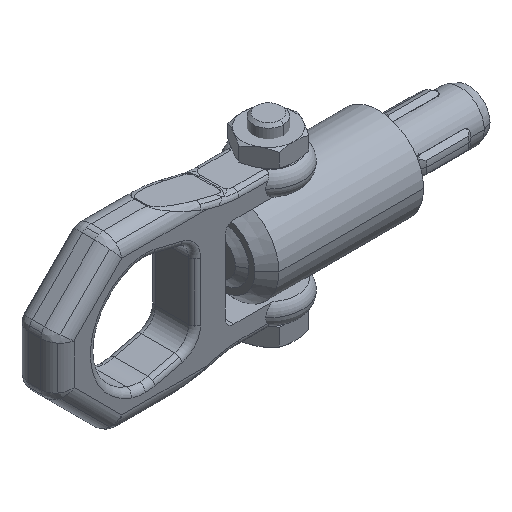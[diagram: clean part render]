
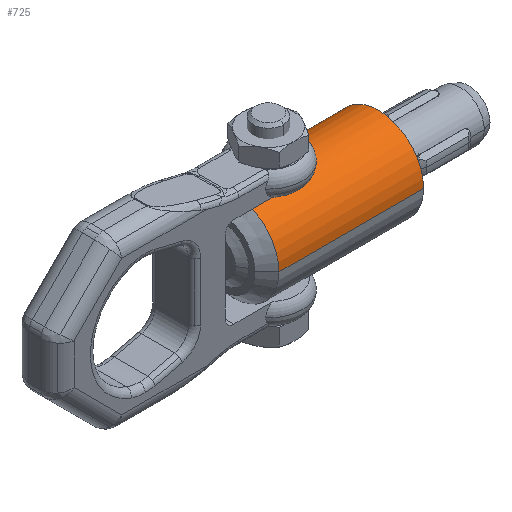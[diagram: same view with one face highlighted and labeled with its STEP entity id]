
A CAD part, isometric view. The second image highlights one B-rep face of the part: STEP entity #725.
In plain terms, the highlighted cylindrical face has radius 15 mm (diameter 30 mm), a partial arc.
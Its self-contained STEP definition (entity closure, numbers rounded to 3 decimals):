
#725=ADVANCED_FACE('',(#1544,#1545),#1546,.T.);
#1544=FACE_BOUND('',#6966,.T.);
#1545=FACE_OUTER_BOUND('',#6967,.T.);
#1546=CYLINDRICAL_SURFACE('',#6968,15.0);
#6966=EDGE_LOOP('',(#8913,#8914,#8915));
#6967=EDGE_LOOP('',(#8916,#8917,#8918,#8919));
#6968=AXIS2_PLACEMENT_3D('',#8920,#8921,#8922);
#8913=ORIENTED_EDGE('',*,*,#10521,.T.);
#8914=ORIENTED_EDGE('',*,*,#10522,.T.);
#8915=ORIENTED_EDGE('',*,*,#10523,.T.);
#8916=ORIENTED_EDGE('',*,*,#10524,.F.);
#8917=ORIENTED_EDGE('',*,*,#10525,.T.);
#8918=ORIENTED_EDGE('',*,*,#10526,.F.);
#8919=ORIENTED_EDGE('',*,*,#10527,.F.);
#8920=CARTESIAN_POINT('',(28.0,0.,0.));
#8921=DIRECTION('',(-1.0,0.,0.));
#8922=DIRECTION('',(0.,1.0,0.));
#10521=EDGE_CURVE('',#11876,#11877,#11878,.T.);
#10522=EDGE_CURVE('',#11877,#11879,#11880,.T.);
#10523=EDGE_CURVE('',#11879,#11876,#11881,.T.);
#10524=EDGE_CURVE('',#11882,#11883,#11884,.T.);
#10525=EDGE_CURVE('',#11882,#11885,#11886,.T.);
#10526=EDGE_CURVE('',#11887,#11885,#11888,.T.);
#10527=EDGE_CURVE('',#11883,#11887,#11889,.T.);
#11876=VERTEX_POINT('',#17195);
#11877=VERTEX_POINT('',#17196);
#11878=B_SPLINE_CURVE_WITH_KNOTS('',3,(#17197,#17198,#17199,#17200,#17201,#17202,#17203,#17204,#17205,#17206,#17207,#17208,#17209,#17210,#17211,#17212,#17213,#17214,#17215,#17216,#17217,#17218,#17219,#17220,#17221,#17222),.UNSPECIFIED.,.F.,.F.,(4,2,2,2,2,2,2,2,2,2,2,2,4),(0.0,0.19,0.38,0.57,0.76,0.95,1.139,1.329,1.519,1.709,1.899,2.089,2.279),.UNSPECIFIED.);
#11879=VERTEX_POINT('',#17223);
#11880=B_SPLINE_CURVE_WITH_KNOTS('',3,(#17224,#17225,#17226,#17227,#17228,#17229,#17230,#17231,#17232,#17233,#17234,#17235,#17236,#17237,#17238,#17239,#17240,#17241,#17242,#17243,#17244,#17245,#17246,#17247,#17248,#17249),.UNSPECIFIED.,.F.,.F.,(4,2,2,2,2,2,2,2,2,2,2,2,4),(0.0,0.19,0.38,0.57,0.76,0.95,1.139,1.329,1.519,1.709,1.899,2.089,2.279),.UNSPECIFIED.);
#11881=B_SPLINE_CURVE_WITH_KNOTS('',3,(#17250,#17251,#17252,#17253,#17254,#17255,#17256,#17257,#17258,#17259),.UNSPECIFIED.,.F.,.F.,(4,2,2,2,4),(2.279,2.469,2.659,2.849,3.039),.UNSPECIFIED.);
#11882=VERTEX_POINT('',#17260);
#11883=VERTEX_POINT('',#17261);
#11884=LINE('',#17262,#17263);
#11885=VERTEX_POINT('',#17264);
#11886=CIRCLE('',#17265,15.0);
#11887=VERTEX_POINT('',#17266);
#11888=LINE('',#17267,#17268);
#11889=CIRCLE('',#17269,15.0);
#17195=CARTESIAN_POINT('',(15.5,-5.0,14.142));
#17196=CARTESIAN_POINT('',(10.5,0.,15.0));
#17197=CARTESIAN_POINT('',(15.5,-5.0,14.142));
#17198=CARTESIAN_POINT('',(14.867,-5.0,14.142));
#17199=CARTESIAN_POINT('',(14.195,-4.872,14.189));
#17200=CARTESIAN_POINT('',(12.965,-4.361,14.355));
#17201=CARTESIAN_POINT('',(12.406,-3.977,14.47));
#17202=CARTESIAN_POINT('',(11.523,-3.094,14.684));
#17203=CARTESIAN_POINT('',(11.139,-2.535,14.797));
#17204=CARTESIAN_POINT('',(10.627,-1.305,14.956));
#17205=CARTESIAN_POINT('',(10.5,-0.633,15.0));
#17206=CARTESIAN_POINT('',(10.5,0.633,15.0));
#17207=CARTESIAN_POINT('',(10.627,1.305,14.956));
#17208=CARTESIAN_POINT('',(11.139,2.535,14.797));
#17209=CARTESIAN_POINT('',(11.523,3.094,14.684));
#17210=CARTESIAN_POINT('',(12.406,3.977,14.47));
#17211=CARTESIAN_POINT('',(12.965,4.361,14.355));
#17212=CARTESIAN_POINT('',(14.195,4.872,14.189));
#17213=CARTESIAN_POINT('',(14.867,5.0,14.142));
#17214=CARTESIAN_POINT('',(16.133,5.0,14.142));
#17215=CARTESIAN_POINT('',(16.805,4.872,14.189));
#17216=CARTESIAN_POINT('',(18.035,4.361,14.355));
#17217=CARTESIAN_POINT('',(18.594,3.977,14.47));
#17218=CARTESIAN_POINT('',(19.477,3.094,14.684));
#17219=CARTESIAN_POINT('',(19.861,2.535,14.797));
#17220=CARTESIAN_POINT('',(20.373,1.305,14.956));
#17221=CARTESIAN_POINT('',(20.5,0.633,15.0));
#17222=CARTESIAN_POINT('',(20.5,0.,15.0));
#17223=CARTESIAN_POINT('',(20.5,0.,15.0));
#17224=CARTESIAN_POINT('',(15.5,-5.0,14.142));
#17225=CARTESIAN_POINT('',(14.867,-5.0,14.142));
#17226=CARTESIAN_POINT('',(14.195,-4.872,14.189));
#17227=CARTESIAN_POINT('',(12.965,-4.361,14.355));
#17228=CARTESIAN_POINT('',(12.406,-3.977,14.47));
#17229=CARTESIAN_POINT('',(11.523,-3.094,14.684));
#17230=CARTESIAN_POINT('',(11.139,-2.535,14.797));
#17231=CARTESIAN_POINT('',(10.627,-1.305,14.956));
#17232=CARTESIAN_POINT('',(10.5,-0.633,15.0));
#17233=CARTESIAN_POINT('',(10.5,0.633,15.0));
#17234=CARTESIAN_POINT('',(10.627,1.305,14.956));
#17235=CARTESIAN_POINT('',(11.139,2.535,14.797));
#17236=CARTESIAN_POINT('',(11.523,3.094,14.684));
#17237=CARTESIAN_POINT('',(12.406,3.977,14.47));
#17238=CARTESIAN_POINT('',(12.965,4.361,14.355));
#17239=CARTESIAN_POINT('',(14.195,4.872,14.189));
#17240=CARTESIAN_POINT('',(14.867,5.0,14.142));
#17241=CARTESIAN_POINT('',(16.133,5.0,14.142));
#17242=CARTESIAN_POINT('',(16.805,4.872,14.189));
#17243=CARTESIAN_POINT('',(18.035,4.361,14.355));
#17244=CARTESIAN_POINT('',(18.594,3.977,14.47));
#17245=CARTESIAN_POINT('',(19.477,3.094,14.684));
#17246=CARTESIAN_POINT('',(19.861,2.535,14.797));
#17247=CARTESIAN_POINT('',(20.373,1.305,14.956));
#17248=CARTESIAN_POINT('',(20.5,0.633,15.0));
#17249=CARTESIAN_POINT('',(20.5,0.,15.0));
#17250=CARTESIAN_POINT('',(20.5,0.,15.0));
#17251=CARTESIAN_POINT('',(20.5,-0.633,15.0));
#17252=CARTESIAN_POINT('',(20.373,-1.305,14.956));
#17253=CARTESIAN_POINT('',(19.861,-2.535,14.797));
#17254=CARTESIAN_POINT('',(19.477,-3.094,14.684));
#17255=CARTESIAN_POINT('',(18.594,-3.977,14.47));
#17256=CARTESIAN_POINT('',(18.035,-4.361,14.355));
#17257=CARTESIAN_POINT('',(16.805,-4.872,14.189));
#17258=CARTESIAN_POINT('',(16.133,-5.0,14.142));
#17259=CARTESIAN_POINT('',(15.5,-5.0,14.142));
#17260=CARTESIAN_POINT('',(4.0,15.0,0.));
#17261=CARTESIAN_POINT('',(52.0,15.0,0.));
#17262=CARTESIAN_POINT('',(28.0,15.0,0.));
#17263=VECTOR('',#19055,1.0);
#17264=CARTESIAN_POINT('',(4.0,-15.0,0.));
#17265=AXIS2_PLACEMENT_3D('',#19056,#19057,#19058);
#17266=CARTESIAN_POINT('',(52.0,-15.0,0.));
#17267=CARTESIAN_POINT('',(28.0,-15.0,0.));
#17268=VECTOR('',#19059,15.0);
#17269=AXIS2_PLACEMENT_3D('',#19060,#19061,#19062);
#19055=DIRECTION('',(1.0,0.,0.));
#19056=CARTESIAN_POINT('',(4.0,0.,0.));
#19057=DIRECTION('',(1.0,0.,0.));
#19058=DIRECTION('',(0.,0.,1.0));
#19059=DIRECTION('',(-1.0,0.,0.));
#19060=CARTESIAN_POINT('',(52.0,0.,0.));
#19061=DIRECTION('',(1.0,0.,0.));
#19062=DIRECTION('',(0.,0.,1.0));
